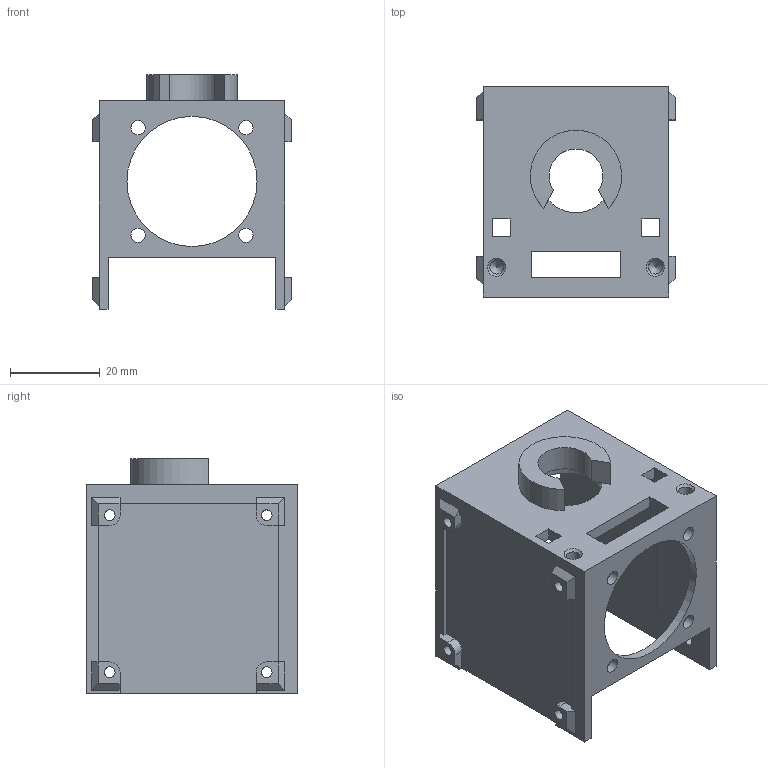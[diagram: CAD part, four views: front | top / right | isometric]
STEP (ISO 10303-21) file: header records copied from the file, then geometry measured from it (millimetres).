
FILE_DESCRIPTION(/* description */ ('STEP AP242','CAx-IF Rec.Pracs.---Representation and Presentation of Product Manufacturing Information (PMI)---4.0---2014-10-13','CAx-IF Rec.Pracs.---3D Tessellated Geometry---0.4---2014-09-14','2;1'),/* implementation_level */ '2;1');
FILE_NAME(/* name */ '65126ae57a973704e51455c6',/* time_stamp */ '2023-09-26T05:23:50Z',/* author */ (''),/* organization */ (''),/* preprocessor_version */ 'ST-DEVELOPER v19.4',/* originating_system */ ' ',/* authorisation */ ' ');
FILE_SCHEMA (('AP242_MANAGED_MODEL_BASED_3D_ENGINEERING_MIM_LF { 1 0 10303 442 1 1 4 }'));
Length unit declared in the file: metre
Products named in the file (2): Retention Clip; Holder
Bounding box: 44.2 x 46.9 x 52.3 mm (x, y, z)
Volume: 14503 mm3; surface area: 15336.4 mm2
Topology: 2 solids, 2 shells, 112 faces, 331 edges, 221 vertices
Faces by surface type: plane 78, cylinder 28, cone 6
Full cylindrical faces by diameter (mm): 2.4 x10, 3.05 x2, 3.2 x4, 16.4 x1, 29 x1
Entity records: 3678 total; most frequent: CARTESIAN_POINT 688, ORIENTED_EDGE 588, DIRECTION 576, EDGE_CURVE 294, LINE 232, VECTOR 232, VERTEX_POINT 210, EDGE_LOOP 174
